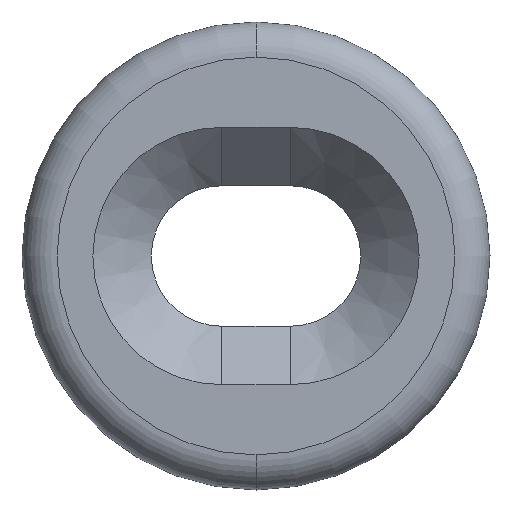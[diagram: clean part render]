
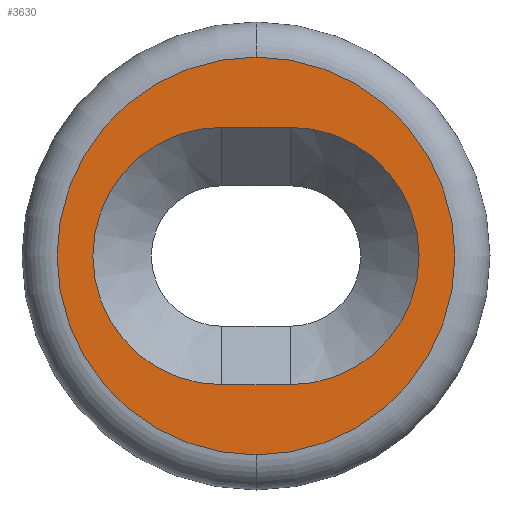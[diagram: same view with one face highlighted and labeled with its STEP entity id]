
A CAD part, front view. The second image highlights one B-rep face of the part: STEP entity #3630.
In plain terms, the highlighted planar face has unit normal (0, -1, 0).
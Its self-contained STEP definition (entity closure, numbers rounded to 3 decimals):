
#114 = EDGE_CURVE ( 'NONE', #2764, #3118, #3360, .T. ) ;
#126 = CARTESIAN_POINT ( 'NONE',  ( 0., 0., -11. ) ) ;
#133 = DIRECTION ( 'NONE',  ( 0., -1., 0. ) ) ;
#270 = CARTESIAN_POINT ( 'NONE',  ( 2.944, 0., 11. ) ) ;
#298 = DIRECTION ( 'NONE',  ( 0., 1., 0. ) ) ;
#316 = DIRECTION ( 'NONE',  ( 0., 0., 1. ) ) ;
#401 = CARTESIAN_POINT ( 'NONE',  ( 0., 0., -17. ) ) ;
#490 = VERTEX_POINT ( 'NONE', #1959 ) ;
#614 = CARTESIAN_POINT ( 'NONE',  ( -2.944, 0., 11. ) ) ;
#617 = AXIS2_PLACEMENT_3D ( 'NONE', #2642, #3540, #1534 ) ;
#783 = AXIS2_PLACEMENT_3D ( 'NONE', #3228, #1509, #2683 ) ;
#836 = CIRCLE ( 'NONE', #2898, 17. ) ;
#854 = ORIENTED_EDGE ( 'NONE', *, *, #1403, .T. ) ;
#998 = ORIENTED_EDGE ( 'NONE', *, *, #3454, .T. ) ;
#1019 = DIRECTION ( 'NONE',  ( 0., 1., 0. ) ) ;
#1058 = ORIENTED_EDGE ( 'NONE', *, *, #3240, .T. ) ;
#1255 = DIRECTION ( 'NONE',  ( -1., 0., 0. ) ) ;
#1281 = DIRECTION ( 'NONE',  ( 0., 0., 1. ) ) ;
#1320 = VERTEX_POINT ( 'NONE', #3444 ) ;
#1403 = EDGE_CURVE ( 'NONE', #3118, #3132, #1501, .T. ) ;
#1409 = CIRCLE ( 'NONE', #2517, 11. ) ;
#1461 = EDGE_LOOP ( 'NONE', ( #1058, #2431 ) ) ;
#1486 = PLANE ( 'NONE',  #3332 ) ;
#1501 = LINE ( 'NONE', #3503, #3086 ) ;
#1509 = DIRECTION ( 'NONE',  ( 0., -1., 0. ) ) ;
#1534 = DIRECTION ( 'NONE',  ( 0., 0., 1. ) ) ;
#1545 = FACE_OUTER_BOUND ( 'NONE', #1461, .T. ) ;
#1680 = ORIENTED_EDGE ( 'NONE', *, *, #3115, .T. ) ;
#1959 = CARTESIAN_POINT ( 'NONE',  ( 0., 0., 17. ) ) ;
#1994 = CIRCLE ( 'NONE', #783, 17. ) ;
#2089 = CARTESIAN_POINT ( 'NONE',  ( -2.944, 0., -11. ) ) ;
#2431 = ORIENTED_EDGE ( 'NONE', *, *, #3404, .T. ) ;
#2517 = AXIS2_PLACEMENT_3D ( 'NONE', #2879, #298, #316 ) ;
#2629 = DIRECTION ( 'NONE',  ( 1., 0., 0. ) ) ;
#2642 = CARTESIAN_POINT ( 'NONE',  ( -2.944, 0., 0. ) ) ;
#2661 = LINE ( 'NONE', #126, #3623 ) ;
#2675 = CARTESIAN_POINT ( 'NONE',  ( 0., 0., 0. ) ) ;
#2683 = DIRECTION ( 'NONE',  ( 0., 0., 1. ) ) ;
#2699 = FACE_BOUND ( 'NONE', #3213, .T. ) ;
#2764 = VERTEX_POINT ( 'NONE', #2089 ) ;
#2879 = CARTESIAN_POINT ( 'NONE',  ( 2.944, 0., 0. ) ) ;
#2898 = AXIS2_PLACEMENT_3D ( 'NONE', #2940, #133, #1281 ) ;
#2907 = DIRECTION ( 'NONE',  ( 0., 0., 1. ) ) ;
#2940 = CARTESIAN_POINT ( 'NONE',  ( 0., 0., 0. ) ) ;
#3086 = VECTOR ( 'NONE', #2629, 1000. ) ;
#3105 = ORIENTED_EDGE ( 'NONE', *, *, #114, .T. ) ;
#3115 = EDGE_CURVE ( 'NONE', #3132, #1320, #1409, .T. ) ;
#3118 = VERTEX_POINT ( 'NONE', #614 ) ;
#3132 = VERTEX_POINT ( 'NONE', #270 ) ;
#3213 = EDGE_LOOP ( 'NONE', ( #854, #1680, #998, #3105 ) ) ;
#3228 = CARTESIAN_POINT ( 'NONE',  ( 0., 0., 0. ) ) ;
#3240 = EDGE_CURVE ( 'NONE', #490, #3450, #836, .T. ) ;
#3332 = AXIS2_PLACEMENT_3D ( 'NONE', #2675, #1019, #2907 ) ;
#3360 = CIRCLE ( 'NONE', #617, 11. ) ;
#3404 = EDGE_CURVE ( 'NONE', #3450, #490, #1994, .T. ) ;
#3444 = CARTESIAN_POINT ( 'NONE',  ( 2.944, 0., -11. ) ) ;
#3450 = VERTEX_POINT ( 'NONE', #401 ) ;
#3454 = EDGE_CURVE ( 'NONE', #1320, #2764, #2661, .T. ) ;
#3503 = CARTESIAN_POINT ( 'NONE',  ( 0., 0., 11. ) ) ;
#3540 = DIRECTION ( 'NONE',  ( 0., 1., 0. ) ) ;
#3623 = VECTOR ( 'NONE', #1255, 1000. ) ;
#3630 = ADVANCED_FACE ( 'NONE', ( #2699, #1545 ), #1486, .F. ) ;
